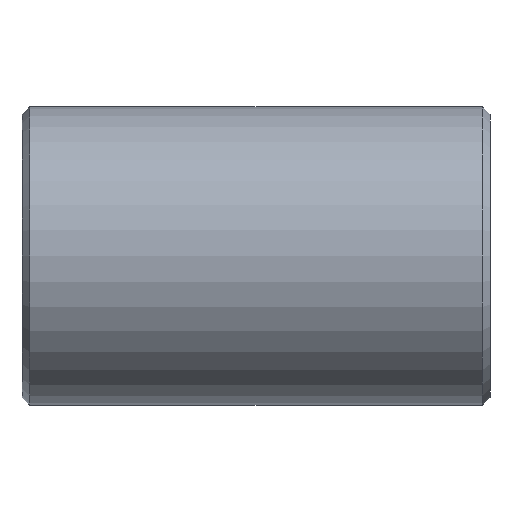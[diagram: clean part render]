
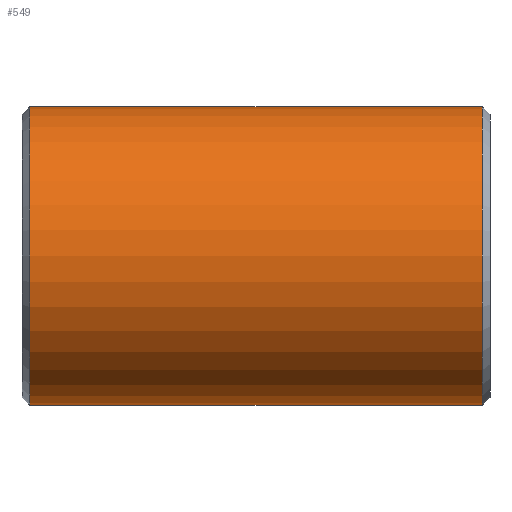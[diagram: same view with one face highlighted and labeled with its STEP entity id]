
A CAD part, front view. The second image highlights one B-rep face of the part: STEP entity #549.
In plain terms, the highlighted cylindrical face has radius 161.925 mm (diameter 323.85 mm), a partial arc.
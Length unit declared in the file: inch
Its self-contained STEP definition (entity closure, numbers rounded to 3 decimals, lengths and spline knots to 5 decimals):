
#50 = CARTESIAN_POINT ( 'NONE',  ( 10., 0., -6.375 ) ) ;
#52 = DIRECTION ( 'NONE',  ( -1., 0., 0. ) ) ;
#57 = ORIENTED_EDGE ( 'NONE', *, *, #70, .F. ) ;
#70 = EDGE_CURVE ( 'NONE', #541, #608, #421, .T. ) ;
#75 = CIRCLE ( 'NONE', #334, 6.375 ) ;
#100 = CARTESIAN_POINT ( 'NONE',  ( -9.66667, 0., -6.375 ) ) ;
#102 = AXIS2_PLACEMENT_3D ( 'NONE', #654, #267, #511 ) ;
#104 = EDGE_CURVE ( 'NONE', #362, #341, #247, .T. ) ;
#126 = CARTESIAN_POINT ( 'NONE',  ( 9.66667, 0., 6.375 ) ) ;
#129 = EDGE_CURVE ( 'NONE', #341, #608, #515, .T. ) ;
#143 = CARTESIAN_POINT ( 'NONE',  ( 9.66667, 0., -6.375 ) ) ;
#222 = ORIENTED_EDGE ( 'NONE', *, *, #746, .T. ) ;
#247 = LINE ( 'NONE', #502, #596 ) ;
#267 = DIRECTION ( 'NONE',  ( 1., 0., 0. ) ) ;
#334 = AXIS2_PLACEMENT_3D ( 'NONE', #735, #52, #627 ) ;
#341 = VERTEX_POINT ( 'NONE', #632 ) ;
#348 = ORIENTED_EDGE ( 'NONE', *, *, #104, .T. ) ;
#362 = VERTEX_POINT ( 'NONE', #126 ) ;
#384 = AXIS2_PLACEMENT_3D ( 'NONE', #526, #655, #781 ) ;
#394 = FACE_OUTER_BOUND ( 'NONE', #682, .T. ) ;
#421 = LINE ( 'NONE', #50, #527 ) ;
#495 = DIRECTION ( 'NONE',  ( -1., 0., 0. ) ) ;
#502 = CARTESIAN_POINT ( 'NONE',  ( 10., 0., 6.375 ) ) ;
#511 = DIRECTION ( 'NONE',  ( 0., 0., 1. ) ) ;
#515 = CIRCLE ( 'NONE', #102, 6.375 ) ;
#526 = CARTESIAN_POINT ( 'NONE',  ( 10., 0., 0. ) ) ;
#527 = VECTOR ( 'NONE', #495, 39.37008 ) ;
#536 = ORIENTED_EDGE ( 'NONE', *, *, #129, .T. ) ;
#541 = VERTEX_POINT ( 'NONE', #143 ) ;
#549 = ADVANCED_FACE ( 'NONE', ( #394 ), #665, .T. ) ;
#556 = DIRECTION ( 'NONE',  ( -1., 0., 0. ) ) ;
#596 = VECTOR ( 'NONE', #556, 39.37008 ) ;
#608 = VERTEX_POINT ( 'NONE', #100 ) ;
#627 = DIRECTION ( 'NONE',  ( 0., 0., -1. ) ) ;
#632 = CARTESIAN_POINT ( 'NONE',  ( -9.66667, 0., 6.375 ) ) ;
#654 = CARTESIAN_POINT ( 'NONE',  ( -9.66667, 0., 0. ) ) ;
#655 = DIRECTION ( 'NONE',  ( -1., 0., 0. ) ) ;
#665 = CYLINDRICAL_SURFACE ( 'NONE', #384, 6.375 ) ;
#682 = EDGE_LOOP ( 'NONE', ( #57, #222, #348, #536 ) ) ;
#735 = CARTESIAN_POINT ( 'NONE',  ( 9.66667, 0., 0. ) ) ;
#746 = EDGE_CURVE ( 'NONE', #541, #362, #75, .T. ) ;
#781 = DIRECTION ( 'NONE',  ( 0., 0., 1. ) ) ;
